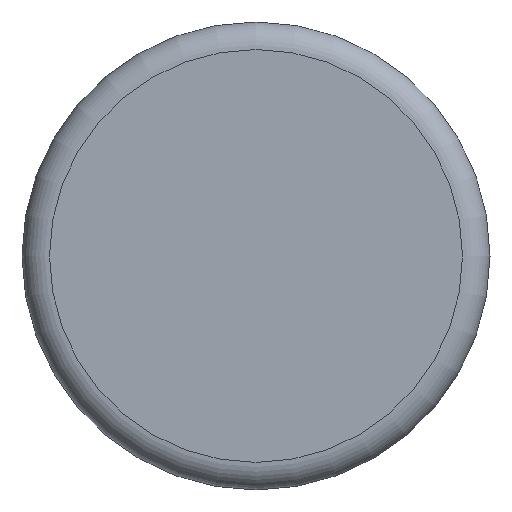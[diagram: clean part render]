
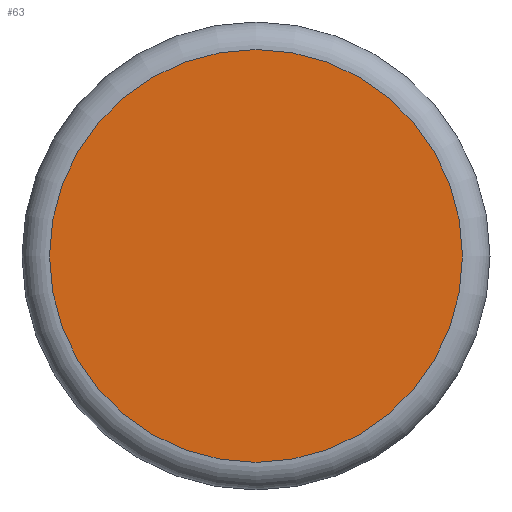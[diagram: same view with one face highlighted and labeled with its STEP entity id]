
A CAD part, top view. The second image highlights one B-rep face of the part: STEP entity #63.
In plain terms, the highlighted planar face has unit normal (0, 0, 1).
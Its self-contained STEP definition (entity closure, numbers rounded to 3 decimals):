
#63 = ADVANCED_FACE( '', ( #134 ), #135, .F. );
#134 = FACE_OUTER_BOUND( '', #200, .T. );
#135 = PLANE( '', #201 );
#200 = EDGE_LOOP( '', ( #284 ) );
#201 = AXIS2_PLACEMENT_3D( '', #285, #286, #287 );
#284 = ORIENTED_EDGE( '', *, *, #309, .T. );
#285 = CARTESIAN_POINT( '', ( 8.5, 0., 40. ) );
#286 = DIRECTION( '', ( 0., 0., -1. ) );
#287 = DIRECTION( '', ( -1., 0., 0. ) );
#309 = EDGE_CURVE( '', #344, #344, #345, .F. );
#344 = VERTEX_POINT( '', #387 );
#345 = CIRCLE( '', #388, 7.493 );
#387 = CARTESIAN_POINT( '', ( -7.493, 0., 40. ) );
#388 = AXIS2_PLACEMENT_3D( '', #432, #433, #434 );
#432 = CARTESIAN_POINT( '', ( 0., 0., 40. ) );
#433 = DIRECTION( '', ( 0., 0., -1. ) );
#434 = DIRECTION( '', ( -1., 0., 0. ) );
